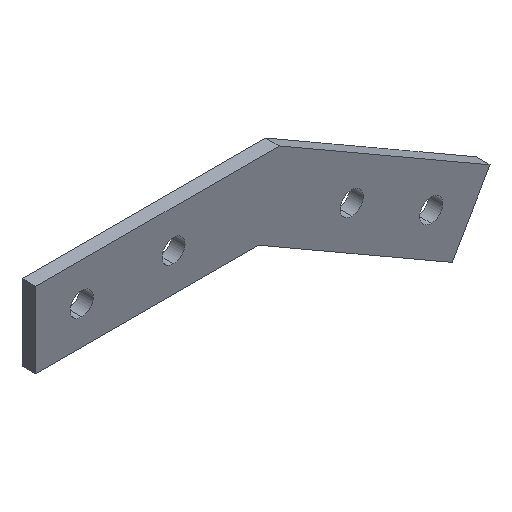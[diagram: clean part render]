
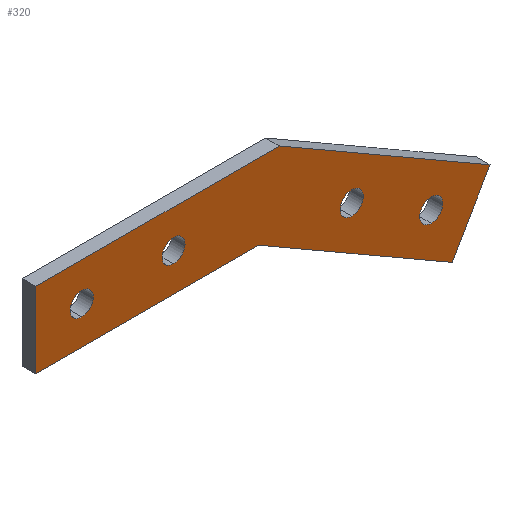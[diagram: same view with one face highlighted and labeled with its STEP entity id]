
A CAD part, isometric view. The second image highlights one B-rep face of the part: STEP entity #320.
In plain terms, the highlighted planar face has unit normal (0, -1, 0).
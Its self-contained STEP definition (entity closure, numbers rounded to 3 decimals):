
#26 = AXIS2_PLACEMENT_3D ( 'NONE', #173, #179, #164 ) ;
#32 = EDGE_CURVE ( 'NONE', #332, #346, #485, .T. ) ;
#34 = EDGE_CURVE ( 'NONE', #349, #348, #489, .T. ) ;
#47 = AXIS2_PLACEMENT_3D ( 'NONE', #224, #223, #222 ) ;
#48 = AXIS2_PLACEMENT_3D ( 'NONE', #230, #229, #228 ) ;
#49 = AXIS2_PLACEMENT_3D ( 'NONE', #236, #235, #233 ) ;
#50 = EDGE_CURVE ( 'NONE', #372, #335, #476, .T. ) ;
#52 = AXIS2_PLACEMENT_3D ( 'NONE', #240, #239, #238 ) ;
#58 = AXIS2_PLACEMENT_3D ( 'NONE', #201, #199, #197 ) ;
#60 = AXIS2_PLACEMENT_3D ( 'NONE', #246, #245, #242 ) ;
#63 = AXIS2_PLACEMENT_3D ( 'NONE', #282, #277, #275 ) ;
#64 = AXIS2_PLACEMENT_3D ( 'NONE', #291, #289, #284 ) ;
#67 = EDGE_CURVE ( 'NONE', #329, #342, #475, .T. ) ;
#71 = EDGE_CURVE ( 'NONE', #330, #345, #468, .T. ) ;
#75 = EDGE_CURVE ( 'NONE', #345, #343, #457, .T. ) ;
#78 = EDGE_CURVE ( 'NONE', #343, #325, #451, .T. ) ;
#81 = EDGE_CURVE ( 'NONE', #325, #328, #445, .T. ) ;
#84 = EDGE_CURVE ( 'NONE', #328, #338, #439, .T. ) ;
#87 = EDGE_CURVE ( 'NONE', #338, #330, #433, .T. ) ;
#93 = EDGE_CURVE ( 'NONE', #346, #332, #424, .T. ) ;
#94 = EDGE_CURVE ( 'NONE', #348, #349, #423, .T. ) ;
#95 = EDGE_CURVE ( 'NONE', #335, #372, #422, .T. ) ;
#96 = EDGE_CURVE ( 'NONE', #342, #329, #421, .T. ) ;
#124 = CARTESIAN_POINT ( 'NONE',  ( 15.794, 0., -21.145 ) ) ;
#127 = CARTESIAN_POINT ( 'NONE',  ( -23., 0., -10.75 ) ) ;
#128 = CARTESIAN_POINT ( 'NONE',  ( -23., 0., -5.75 ) ) ;
#130 = CARTESIAN_POINT ( 'NONE',  ( -43., 0., -5.75 ) ) ;
#131 = CARTESIAN_POINT ( 'NONE',  ( 45.899, 0., -26.5 ) ) ;
#133 = CARTESIAN_POINT ( 'NONE',  ( 37.649, 0., -40.789 ) ) ;
#134 = CARTESIAN_POINT ( 'NONE',  ( 33.114, 0., -26.145 ) ) ;
#138 = CARTESIAN_POINT ( 'NONE',  ( -53., 0., 0. ) ) ;
#141 = CARTESIAN_POINT ( 'NONE',  ( 15.794, 0., -16.145 ) ) ;
#144 = CARTESIAN_POINT ( 'NONE',  ( -43., 0., -10.75 ) ) ;
#145 = CARTESIAN_POINT ( 'NONE',  ( 33.114, 0., -31.145 ) ) ;
#146 = CARTESIAN_POINT ( 'NONE',  ( -53., 0., -16.5 ) ) ;
#150 = CARTESIAN_POINT ( 'NONE',  ( -4.421, 0., -16.5 ) ) ;
#155 = CARTESIAN_POINT ( 'NONE',  ( 0., 0., 0. ) ) ;
#164 = DIRECTION ( 'NONE',  ( 0., 0., 1. ) ) ;
#167 = PLANE ( 'NONE',  #26 ) ;
#168 = DIRECTION ( 'NONE',  ( 0.866, 0., -0.5 ) ) ;
#173 = CARTESIAN_POINT ( 'NONE',  ( 45.899, 0., -26.5 ) ) ;
#179 = DIRECTION ( 'NONE',  ( 0., 1., 0. ) ) ;
#182 = CARTESIAN_POINT ( 'NONE',  ( 45.899, 0., -26.5 ) ) ;
#197 = DIRECTION ( 'NONE',  ( 0., 0., 1. ) ) ;
#199 = DIRECTION ( 'NONE',  ( 0., 1., 0. ) ) ;
#201 = CARTESIAN_POINT ( 'NONE',  ( 33.114, 0., -28.645 ) ) ;
#222 = DIRECTION ( 'NONE',  ( 0., 0., 1. ) ) ;
#223 = DIRECTION ( 'NONE',  ( 0., 1., 0. ) ) ;
#224 = CARTESIAN_POINT ( 'NONE',  ( 33.114, 0., -28.645 ) ) ;
#228 = DIRECTION ( 'NONE',  ( 0., 0., 1. ) ) ;
#229 = DIRECTION ( 'NONE',  ( 0., 1., 0. ) ) ;
#230 = CARTESIAN_POINT ( 'NONE',  ( 15.794, 0., -18.645 ) ) ;
#233 = DIRECTION ( 'NONE',  ( 0., 0., 1. ) ) ;
#235 = DIRECTION ( 'NONE',  ( 0., 1., 0. ) ) ;
#236 = CARTESIAN_POINT ( 'NONE',  ( -23., 0., -8.25 ) ) ;
#238 = DIRECTION ( 'NONE',  ( 0., 0., 1. ) ) ;
#239 = DIRECTION ( 'NONE',  ( 0., 1., 0. ) ) ;
#240 = CARTESIAN_POINT ( 'NONE',  ( -43., 0., -8.25 ) ) ;
#242 = DIRECTION ( 'NONE',  ( 0., 0., 1. ) ) ;
#245 = DIRECTION ( 'NONE',  ( 0., 1., 0. ) ) ;
#246 = CARTESIAN_POINT ( 'NONE',  ( 15.794, 0., -18.645 ) ) ;
#268 = DIRECTION ( 'NONE',  ( 1., 0., 0. ) ) ;
#269 = CARTESIAN_POINT ( 'NONE',  ( 0., 0., 0. ) ) ;
#274 = DIRECTION ( 'NONE',  ( 0., 0., 1. ) ) ;
#275 = DIRECTION ( 'NONE',  ( 0., 0., 1. ) ) ;
#276 = CARTESIAN_POINT ( 'NONE',  ( -53., 0., 0. ) ) ;
#277 = DIRECTION ( 'NONE',  ( 0., 1., 0. ) ) ;
#282 = CARTESIAN_POINT ( 'NONE',  ( -23., 0., -8.25 ) ) ;
#284 = DIRECTION ( 'NONE',  ( 0., 0., 1. ) ) ;
#286 = DIRECTION ( 'NONE',  ( -1., 0., 0. ) ) ;
#287 = CARTESIAN_POINT ( 'NONE',  ( -53., 0., -16.5 ) ) ;
#289 = DIRECTION ( 'NONE',  ( 0., 1., 0. ) ) ;
#291 = CARTESIAN_POINT ( 'NONE',  ( -43., 0., -8.25 ) ) ;
#295 = DIRECTION ( 'NONE',  ( -0.866, 0., 0.5 ) ) ;
#296 = CARTESIAN_POINT ( 'NONE',  ( -4.421, 0., -16.5 ) ) ;
#301 = DIRECTION ( 'NONE',  ( -0.5, 0., -0.866 ) ) ;
#305 = CARTESIAN_POINT ( 'NONE',  ( 37.649, 0., -40.789 ) ) ;
#320 = ADVANCED_FACE ( 'NONE', ( #402, #399, #401, #400, #404 ), #167, .F. ) ;
#325 = VERTEX_POINT ( 'NONE', #150 ) ;
#328 = VERTEX_POINT ( 'NONE', #146 ) ;
#329 = VERTEX_POINT ( 'NONE', #145 ) ;
#330 = VERTEX_POINT ( 'NONE', #155 ) ;
#332 = VERTEX_POINT ( 'NONE', #144 ) ;
#335 = VERTEX_POINT ( 'NONE', #141 ) ;
#338 = VERTEX_POINT ( 'NONE', #138 ) ;
#342 = VERTEX_POINT ( 'NONE', #134 ) ;
#343 = VERTEX_POINT ( 'NONE', #133 ) ;
#345 = VERTEX_POINT ( 'NONE', #131 ) ;
#346 = VERTEX_POINT ( 'NONE', #130 ) ;
#348 = VERTEX_POINT ( 'NONE', #128 ) ;
#349 = VERTEX_POINT ( 'NONE', #127 ) ;
#372 = VERTEX_POINT ( 'NONE', #124 ) ;
#399 = FACE_BOUND ( 'NONE', #579, .T. ) ;
#400 = FACE_BOUND ( 'NONE', #578, .T. ) ;
#401 = FACE_BOUND ( 'NONE', #580, .T. ) ;
#402 = FACE_BOUND ( 'NONE', #572, .T. ) ;
#404 = FACE_OUTER_BOUND ( 'NONE', #581, .T. ) ;
#421 = CIRCLE ( 'NONE', #47, 2.5 ) ;
#422 = CIRCLE ( 'NONE', #48, 2.5 ) ;
#423 = CIRCLE ( 'NONE', #49, 2.5 ) ;
#424 = CIRCLE ( 'NONE', #52, 2.5 ) ;
#430 = VECTOR ( 'NONE', #268, 1000. ) ;
#433 = LINE ( 'NONE', #269, #430 ) ;
#436 = VECTOR ( 'NONE', #274, 1000. ) ;
#439 = LINE ( 'NONE', #276, #436 ) ;
#442 = VECTOR ( 'NONE', #286, 1000. ) ;
#445 = LINE ( 'NONE', #287, #442 ) ;
#448 = VECTOR ( 'NONE', #295, 1000. ) ;
#451 = LINE ( 'NONE', #296, #448 ) ;
#454 = VECTOR ( 'NONE', #301, 1000. ) ;
#457 = LINE ( 'NONE', #305, #454 ) ;
#462 = VECTOR ( 'NONE', #168, 1000. ) ;
#468 = LINE ( 'NONE', #182, #462 ) ;
#475 = CIRCLE ( 'NONE', #58, 2.5 ) ;
#476 = CIRCLE ( 'NONE', #60, 2.5 ) ;
#485 = CIRCLE ( 'NONE', #64, 2.5 ) ;
#489 = CIRCLE ( 'NONE', #63, 2.5 ) ;
#526 = ORIENTED_EDGE ( 'NONE', *, *, #93, .T. ) ;
#527 = ORIENTED_EDGE ( 'NONE', *, *, #32, .T. ) ;
#528 = ORIENTED_EDGE ( 'NONE', *, *, #94, .T. ) ;
#529 = ORIENTED_EDGE ( 'NONE', *, *, #34, .T. ) ;
#530 = ORIENTED_EDGE ( 'NONE', *, *, #95, .T. ) ;
#531 = ORIENTED_EDGE ( 'NONE', *, *, #50, .T. ) ;
#532 = ORIENTED_EDGE ( 'NONE', *, *, #96, .T. ) ;
#533 = ORIENTED_EDGE ( 'NONE', *, *, #67, .T. ) ;
#534 = ORIENTED_EDGE ( 'NONE', *, *, #71, .F. ) ;
#535 = ORIENTED_EDGE ( 'NONE', *, *, #87, .F. ) ;
#537 = ORIENTED_EDGE ( 'NONE', *, *, #84, .F. ) ;
#538 = ORIENTED_EDGE ( 'NONE', *, *, #81, .F. ) ;
#539 = ORIENTED_EDGE ( 'NONE', *, *, #78, .F. ) ;
#540 = ORIENTED_EDGE ( 'NONE', *, *, #75, .F. ) ;
#572 = EDGE_LOOP ( 'NONE', ( #526, #527 ) ) ;
#578 = EDGE_LOOP ( 'NONE', ( #532, #533 ) ) ;
#579 = EDGE_LOOP ( 'NONE', ( #528, #529 ) ) ;
#580 = EDGE_LOOP ( 'NONE', ( #530, #531 ) ) ;
#581 = EDGE_LOOP ( 'NONE', ( #534, #535, #537, #538, #539, #540 ) ) ;
